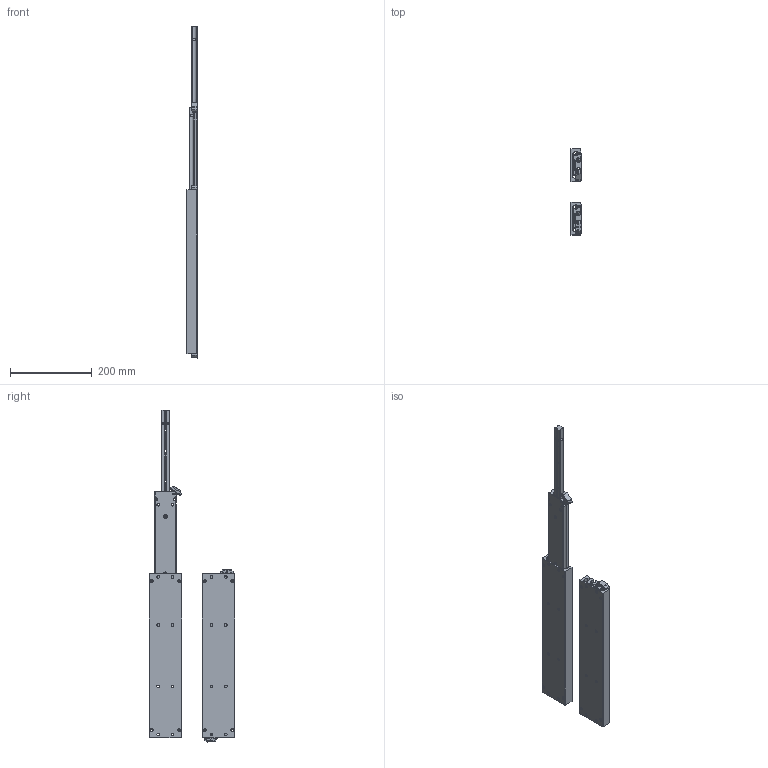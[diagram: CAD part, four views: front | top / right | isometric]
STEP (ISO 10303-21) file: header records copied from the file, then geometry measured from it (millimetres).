
FILE_DESCRIPTION(/* description */ (''),/* implementation_level */ '2;1');
FILE_NAME(/* name */ 'DA4165-0040.stp',/* time_stamp */ '2020-08-25T14:27:01+01:00',/* author */ ('kchown'),/* organization */ (''),/* preprocessor_version */ 'ST-DEVELOPER v15.6',/* originating_system */ 'Autodesk Inventor 2015',/* authorisation */ '');
FILE_SCHEMA (('AUTOMOTIVE_DESIGN { 1 0 10303 214 3 1 1 }'));
Products named in the file (3): DA4165-0040 Closed ipart; DA4165-0040 Open ipart; DA4165-0040
Assembly tree (2 placements, depth 2):
  DA4165-0040
    DA4165-0040 Closed ipart
    DA4165-0040 Open ipart
Bounding box: 26.5 x 210 x 810.82 mm (x, y, z)
Volume: 1031948 mm3; surface area: 417975.7 mm2
Topology: 10 solids, 10 shells, 1375 faces, 4026 edges, 2687 vertices
Faces by surface type: plane 505, bspline 316, cylinder 274, cone 228, sphere 52
Full cylindrical faces by diameter (mm): 4.134 x4, 4.95 x16, 5 x4, 5.07 x32, 6.6 x16, 6.647 x12, 7.001 x4, 9 x6, 9.5 x2
Entity records: 52840 total; most frequent: CARTESIAN_POINT 18312, ORIENTED_EDGE 7356, DIRECTION 5587, EDGE_CURVE 3678, VERTEX_POINT 2529, LINE 1883, VECTOR 1883, AXIS2_PLACEMENT_3D 1852
